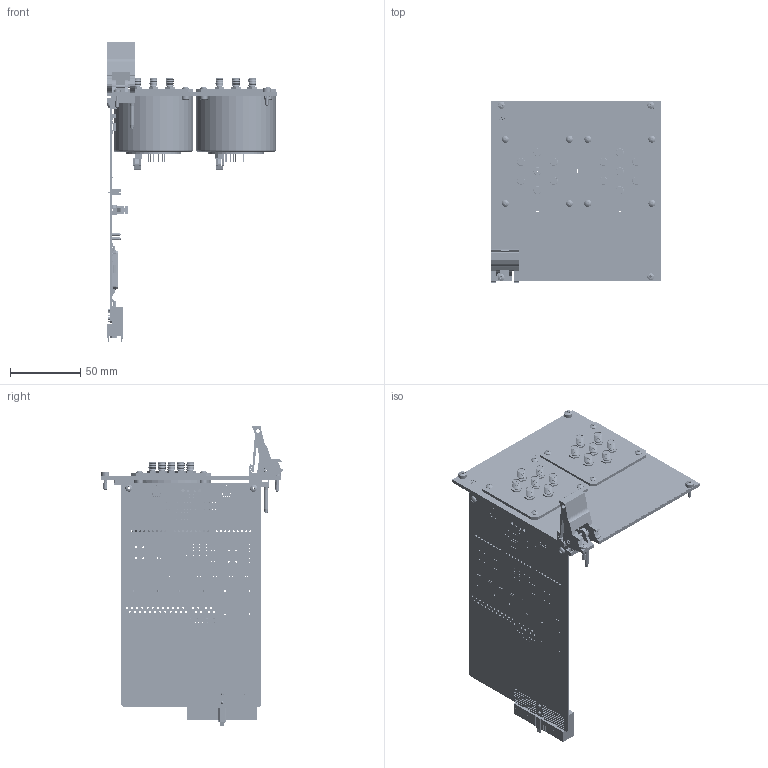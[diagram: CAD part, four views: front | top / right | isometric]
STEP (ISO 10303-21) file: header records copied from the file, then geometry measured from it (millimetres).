
FILE_DESCRIPTION (( 'STEP AP214' ), '1' );
FILE_NAME ('40-785A-542-T PXI Dual 6 Channel Panel Mount 50Ohm SMA Terminated.STEP', '2013-09-10T13:23:46', ( 'admin' ), ( '' ), 'SwSTEP 2.0', 'SolidWorks 2012', '' );
FILE_SCHEMA (( 'AUTOMOTIVE_DESIGN' ));
Length unit declared in the file: millimetre
Products named in the file (1): 40-785A-542-T PXI Dual 6 Channel Panel Mount 50Ohm SMA Terminated
Bounding box: 121.5 x 129.87 x 214.01 mm (x, y, z)
Surface area: 123583.2 mm2 (no closed solid volume)
Topology: 0 solids, 820 shells, 4714 faces, 21326 edges, 16898 vertices
Faces by surface type: plane 3382, cylinder 910, cone 324, torus 43, bspline 38, sphere 17
Full cylindrical faces by diameter (mm): 0.5 x19, 0.502 x14, 0.6 x110, 0.75 x58, 0.8 x18, 0.9 x13, 0.92 x4, 0.98 x1, 0.996 x7, 1 x18, 1.2 x8, 1.3 x8, 1.496 x2, 1.5 x59, 1.519 x2, 1.778 x2, 1.829 x6, 2 x9, 2.05 x1, 2.108 x18, 2.3 x2, 2.353 x6, 2.388 x8, 2.497 x1, 2.5 x6, 2.6 x1, 2.692 x14, 2.7 x1, 2.8 x1, 3 x3
Entity records: 270118 total; most frequent: CARTESIAN_POINT 56022, DIRECTION 32345, ORIENTED_EDGE 27057, EDGE_CURVE 20304, VERTEX_POINT 16723, VECTOR 13987, LINE 13987, AXIS2_PLACEMENT_3D 9179
